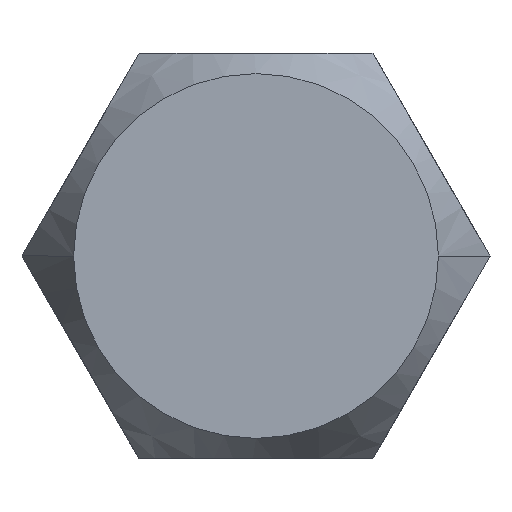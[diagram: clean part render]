
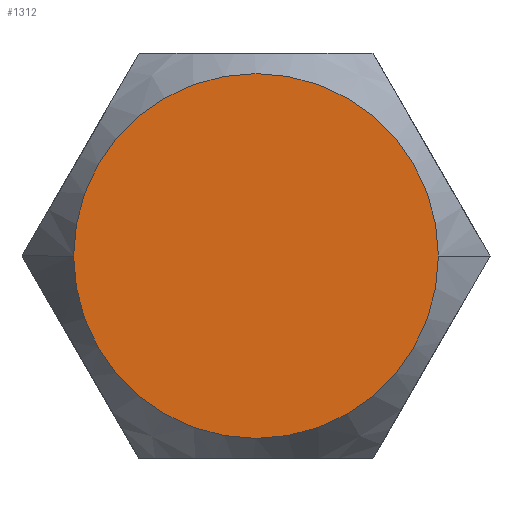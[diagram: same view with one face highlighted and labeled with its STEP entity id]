
A CAD part, front view. The second image highlights one B-rep face of the part: STEP entity #1312.
In plain terms, the highlighted planar face has unit normal (0, -1, 0).
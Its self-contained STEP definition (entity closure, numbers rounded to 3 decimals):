
#753 = DIRECTION ( 'NONE',  ( 1., 0., 0. ) ) ;
#895 = DIRECTION ( 'NONE',  ( 0., -1., 0. ) ) ;
#1177 = VERTEX_POINT ( 'NONE', #3946 ) ;
#1312 = ADVANCED_FACE ( 'Defeature ausgef�hrt1_32', ( #1858 ), #3984, .T. ) ;
#1479 = ORIENTED_EDGE ( 'NONE', *, *, #2908, .T. ) ;
#1609 = EDGE_LOOP ( 'NONE', ( #2412, #1479 ) ) ;
#1619 = AXIS2_PLACEMENT_3D ( 'NONE', #2889, #2856, #753 ) ;
#1789 = EDGE_CURVE ( 'Defeature ausgef�hrt1_32+Defeature ausgef�hrt1_33+Defeature ausgef�hrt1_33+Defeature ausgef�hrt1_33', #1177, #3842, #3015, .T. ) ;
#1858 = FACE_OUTER_BOUND ( 'NONE', #1609, .T. ) ;
#1862 = CARTESIAN_POINT ( 'NONE',  ( 0., 0., -6.35 ) ) ;
#1980 = DIRECTION ( 'NONE',  ( 1., 0., 0. ) ) ;
#1999 = CARTESIAN_POINT ( 'NONE',  ( 0., 0., 0. ) ) ;
#2262 = AXIS2_PLACEMENT_3D ( 'NONE', #1862, #895, #1980 ) ;
#2335 = CARTESIAN_POINT ( 'NONE',  ( 2.858, 0., 0. ) ) ;
#2412 = ORIENTED_EDGE ( 'NONE', *, *, #1789, .T. ) ;
#2856 = DIRECTION ( 'NONE',  ( 0., -1., 0. ) ) ;
#2889 = CARTESIAN_POINT ( 'NONE',  ( 0., 0., 0. ) ) ;
#2908 = EDGE_CURVE ( 'Defeature ausgef�hrt1_32+Defeature ausgef�hrt1_33+Defeature ausgef�hrt1_33+Defeature ausgef�hrt1_33', #3842, #1177, #2988, .T. ) ;
#2988 = CIRCLE ( 'NONE', #1619, 2.858 ) ;
#3015 = CIRCLE ( 'NONE', #4269, 2.858 ) ;
#3431 = DIRECTION ( 'NONE',  ( 1., 0., 0. ) ) ;
#3842 = VERTEX_POINT ( 'NONE', #2335 ) ;
#3946 = CARTESIAN_POINT ( 'NONE',  ( -2.858, 0., 0. ) ) ;
#3984 = PLANE ( 'NONE',  #2262 ) ;
#4269 = AXIS2_PLACEMENT_3D ( 'NONE', #1999, #4474, #3431 ) ;
#4474 = DIRECTION ( 'NONE',  ( 0., -1., 0. ) ) ;
